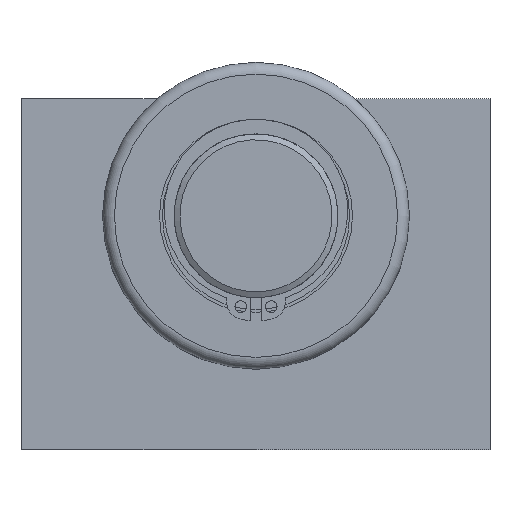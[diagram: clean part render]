
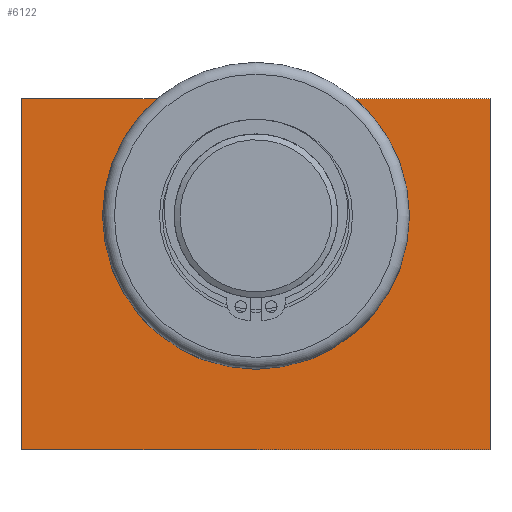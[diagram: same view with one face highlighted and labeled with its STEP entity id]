
A CAD part, front view. The second image highlights one B-rep face of the part: STEP entity #6122.
In plain terms, the highlighted planar face has unit normal (0, -1, 0).
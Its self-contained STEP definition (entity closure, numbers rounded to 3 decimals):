
#180=FACE_BOUND('',#792,.T.);
#415=FACE_OUTER_BOUND('',#791,.T.);
#791=EDGE_LOOP('',(#4972,#4973,#4974,#4975));
#792=EDGE_LOOP('',(#4976));
#1063=LINE('',#11364,#1275);
#1068=LINE('',#11378,#1280);
#1080=LINE('',#11423,#1292);
#1083=LINE('',#11427,#1295);
#1275=VECTOR('',#9211,10.);
#1280=VECTOR('',#9222,10.);
#1292=VECTOR('',#9264,10.);
#1295=VECTOR('',#9269,10.);
#1996=CIRCLE('',#7134,19.5);
#2575=VERTEX_POINT('',#11361);
#2576=VERTEX_POINT('',#11363);
#2582=VERTEX_POINT('',#11377);
#2600=VERTEX_POINT('',#11422);
#2607=VERTEX_POINT('',#11451);
#3382=EDGE_CURVE('',#2576,#2575,#1063,.T.);
#3389=EDGE_CURVE('',#2582,#2576,#1068,.T.);
#3412=EDGE_CURVE('',#2582,#2600,#1080,.T.);
#3415=EDGE_CURVE('',#2600,#2575,#1083,.T.);
#3427=EDGE_CURVE('',#2607,#2607,#1996,.T.);
#4972=ORIENTED_EDGE('',*,*,#3382,.T.);
#4973=ORIENTED_EDGE('',*,*,#3415,.F.);
#4974=ORIENTED_EDGE('',*,*,#3412,.F.);
#4975=ORIENTED_EDGE('',*,*,#3389,.T.);
#4976=ORIENTED_EDGE('',*,*,#3427,.T.);
#5804=PLANE('',#7133);
#6122=ADVANCED_FACE('',(#415,#180),#5804,.T.);
#7133=AXIS2_PLACEMENT_3D('',#11450,#9295,#9296);
#7134=AXIS2_PLACEMENT_3D('',#11452,#9297,#9298);
#9211=DIRECTION('',(0.,0.,1.));
#9222=DIRECTION('',(1.,0.,0.));
#9264=DIRECTION('',(0.,0.,1.));
#9269=DIRECTION('',(1.,0.,0.));
#9295=DIRECTION('center_axis',(0.,-1.,0.));
#9296=DIRECTION('ref_axis',(0.,0.,-1.));
#9297=DIRECTION('center_axis',(0.,1.,0.));
#9298=DIRECTION('ref_axis',(0.,0.,1.));
#11361=CARTESIAN_POINT('',(80.,0.,60.));
#11363=CARTESIAN_POINT('',(80.,0.,0.));
#11364=CARTESIAN_POINT('',(80.,0.,0.));
#11377=CARTESIAN_POINT('',(0.,0.,0.));
#11378=CARTESIAN_POINT('',(0.,0.,0.));
#11422=CARTESIAN_POINT('',(0.,0.,60.));
#11423=CARTESIAN_POINT('',(0.,0.,0.));
#11427=CARTESIAN_POINT('',(0.,0.,60.));
#11450=CARTESIAN_POINT('Origin',(0.,0.,0.));
#11451=CARTESIAN_POINT('',(40.,0.,20.5));
#11452=CARTESIAN_POINT('Origin',(40.,0.,40.));
